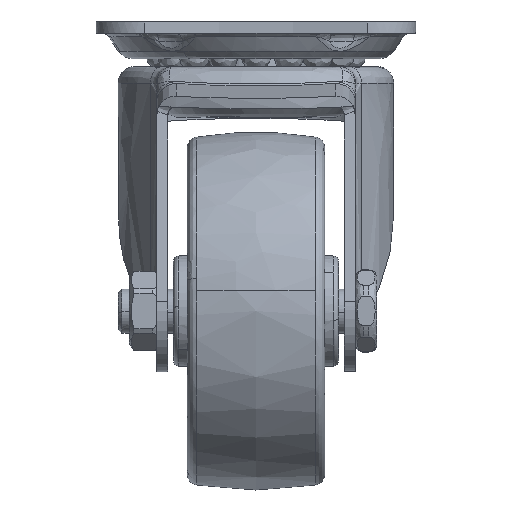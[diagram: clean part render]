
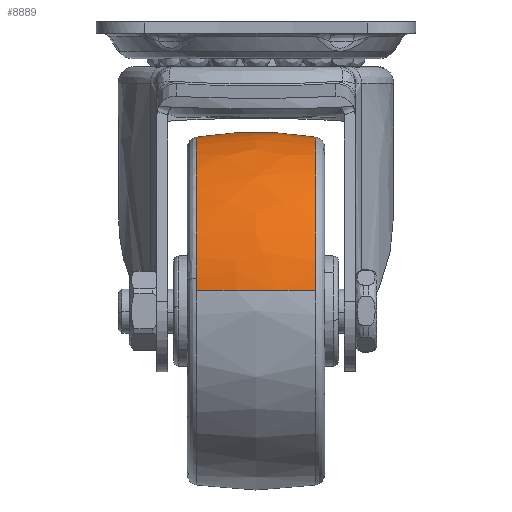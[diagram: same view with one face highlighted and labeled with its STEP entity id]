
A CAD part, left-side view. The second image highlights one B-rep face of the part: STEP entity #8889.
In plain terms, the highlighted free-form (B-spline) face has degree [2, 2] with [5, 3] control points.
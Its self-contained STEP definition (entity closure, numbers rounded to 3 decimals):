
#7874=CARTESIAN_POINT('',(-29.0,-10.833,-20.909));
#7875=VERTEX_POINT('',#7874);
#7889=CARTESIAN_POINT('',(-60.38,-10.833,-48.852));
#7890=VERTEX_POINT('',#7889);
#7891=CARTESIAN_POINT('',(-29.0,-10.833,-20.909));
#7892=CARTESIAN_POINT('',(-57.131,-10.833,-20.909));
#7893=CARTESIAN_POINT('',(-60.38,-10.833,-48.852));
#7901=(BOUNDED_CURVE()B_SPLINE_CURVE(2,(#7891,#7892,#7893),.UNSPECIFIED.,.F.,.U.)B_SPLINE_CURVE_WITH_KNOTS((3,3),(0.5,0.73),.UNSPECIFIED.)CURVE()GEOMETRIC_REPRESENTATION_ITEM()RATIONAL_B_SPLINE_CURVE((1.0,0.731,0.957))REPRESENTATION_ITEM(''));
#7902=EDGE_CURVE('',#7875,#7890,#7901,.T.);
#7969=CARTESIAN_POINT('',(-29.0,10.833,-20.909));
#7970=VERTEX_POINT('',#7969);
#8033=CARTESIAN_POINT('',(-60.031,10.833,-46.58));
#8034=VERTEX_POINT('',#8033);
#8048=CARTESIAN_POINT('',(-29.0,10.833,-20.909));
#8049=CARTESIAN_POINT('',(-55.134,10.833,-20.909));
#8050=CARTESIAN_POINT('',(-60.031,10.833,-46.58));
#8058=(BOUNDED_CURVE()B_SPLINE_CURVE(2,(#8048,#8049,#8050),.UNSPECIFIED.,.F.,.U.)B_SPLINE_CURVE_WITH_KNOTS((3,3),(0.5,0.718),.UNSPECIFIED.)CURVE()GEOMETRIC_REPRESENTATION_ITEM()RATIONAL_B_SPLINE_CURVE((1.0,0.745,0.934))REPRESENTATION_ITEM(''));
#8059=EDGE_CURVE('',#7970,#8034,#8058,.T.);
#8102=CARTESIAN_POINT('',(-60.38,10.833,-48.852));
#8103=VERTEX_POINT('',#8102);
#8119=CARTESIAN_POINT('',(-60.031,10.833,-46.58));
#8120=CARTESIAN_POINT('',(-60.247,10.833,-47.71));
#8121=CARTESIAN_POINT('',(-60.38,10.833,-48.852));
#8129=(BOUNDED_CURVE()B_SPLINE_CURVE(2,(#8119,#8120,#8121),.UNSPECIFIED.,.F.,.U.)B_SPLINE_CURVE_WITH_KNOTS((3,3),(0.718,0.73),.UNSPECIFIED.)CURVE()GEOMETRIC_REPRESENTATION_ITEM()RATIONAL_B_SPLINE_CURVE((0.934,0.945,0.957))REPRESENTATION_ITEM(''));
#8130=EDGE_CURVE('',#8034,#8103,#8129,.T.);
#8820=CARTESIAN_POINT('',(-60.38,-10.833,-48.852));
#8821=CARTESIAN_POINT('',(-61.283,-5.455,-48.747));
#8822=CARTESIAN_POINT('',(-61.283,0.,-48.747));
#8823=CARTESIAN_POINT('',(-61.283,5.455,-48.747));
#8824=CARTESIAN_POINT('',(-60.38,10.833,-48.852));
#8832=(BOUNDED_CURVE()B_SPLINE_CURVE(2,(#8820,#8821,#8822,#8823,#8824),.UNSPECIFIED.,.F.,.U.)B_SPLINE_CURVE_WITH_KNOTS((3,2,3),(0.418,0.5,0.582),.UNSPECIFIED.)CURVE()GEOMETRIC_REPRESENTATION_ITEM()RATIONAL_B_SPLINE_CURVE((0.922,0.936,0.957,0.936,0.922))REPRESENTATION_ITEM(''));
#8833=EDGE_CURVE('',#7890,#8103,#8832,.T.);
#8838=CARTESIAN_POINT('',(-29.,-10.833,-20.909));
#8839=CARTESIAN_POINT('',(-29.,-5.455,-20.));
#8840=CARTESIAN_POINT('',(-29.0,0.,-20.));
#8841=CARTESIAN_POINT('',(-29.0,5.455,-20.));
#8842=CARTESIAN_POINT('',(-29.,10.833,-20.909));
#8850=(BOUNDED_CURVE()B_SPLINE_CURVE(2,(#8838,#8839,#8840,#8841,#8842),.UNSPECIFIED.,.F.,.U.)B_SPLINE_CURVE_WITH_KNOTS((3,2,3),(0.418,0.5,0.582),.UNSPECIFIED.)CURVE()GEOMETRIC_REPRESENTATION_ITEM()RATIONAL_B_SPLINE_CURVE((0.963,0.978,1.0,0.978,0.963))REPRESENTATION_ITEM(''));
#8851=EDGE_CURVE('',#7875,#7970,#8850,.T.);
#8859=CARTESIAN_POINT('',(-29.,-11.924,-21.103));
#8860=CARTESIAN_POINT('',(-29.,-6.013,-20.));
#8861=CARTESIAN_POINT('',(-29.0,0.,-20.));
#8862=CARTESIAN_POINT('',(-29.0,6.013,-20.));
#8863=CARTESIAN_POINT('',(-29.0,11.924,-21.103));
#8864=CARTESIAN_POINT('',(-56.959,-11.924,-21.103));
#8865=CARTESIAN_POINT('',(-57.941,-6.013,-20.));
#8866=CARTESIAN_POINT('',(-57.941,0.,-20.));
#8867=CARTESIAN_POINT('',(-57.941,6.013,-20.));
#8868=CARTESIAN_POINT('',(-56.959,11.924,-21.103));
#8869=CARTESIAN_POINT('',(-60.187,-11.924,-48.875));
#8870=CARTESIAN_POINT('',(-61.283,-6.013,-48.747));
#8871=CARTESIAN_POINT('',(-61.283,0.,-48.747));
#8872=CARTESIAN_POINT('',(-61.283,6.013,-48.747));
#8873=CARTESIAN_POINT('',(-60.187,11.924,-48.875));
#8881=(BOUNDED_SURFACE()B_SPLINE_SURFACE(2,2,((#8859,#8864,#8869),(#8860,#8865,#8870),(#8861,#8866,#8871),(#8862,#8867,#8872),(#8863,#8868,#8873)),.UNSPECIFIED.,.F.,.F.,.U.)B_SPLINE_SURFACE_WITH_KNOTS((3,2,3),(3,3),(0.0,12.22,24.44),(0.0,49.486),.UNSPECIFIED.)GEOMETRIC_REPRESENTATION_ITEM()RATIONAL_B_SPLINE_SURFACE(((0.96,0.702,0.919),(0.976,0.713,0.934),(1.0,0.731,0.957),(0.976,0.713,0.934),(0.96,0.702,0.919)))REPRESENTATION_ITEM('')SURFACE());
#8882=ORIENTED_EDGE('',*,*,#7902,.F.);
#8883=ORIENTED_EDGE('',*,*,#8851,.T.);
#8884=ORIENTED_EDGE('',*,*,#8059,.T.);
#8885=ORIENTED_EDGE('',*,*,#8130,.T.);
#8886=ORIENTED_EDGE('',*,*,#8833,.F.);
#8887=EDGE_LOOP('',(#8882,#8883,#8884,#8885,#8886));
#8888=FACE_OUTER_BOUND('',#8887,.T.);
#8889=ADVANCED_FACE('',(#8888),#8881,.T.);
